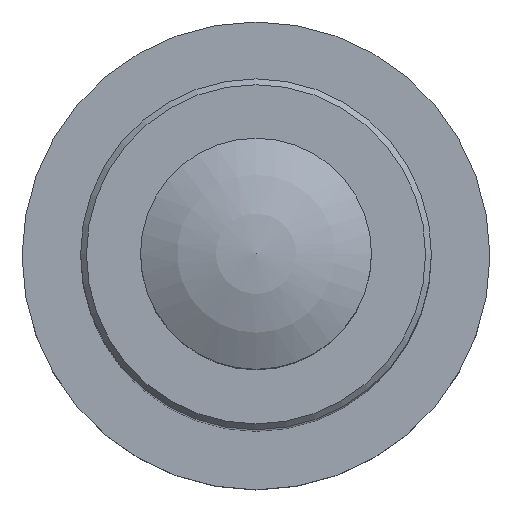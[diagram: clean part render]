
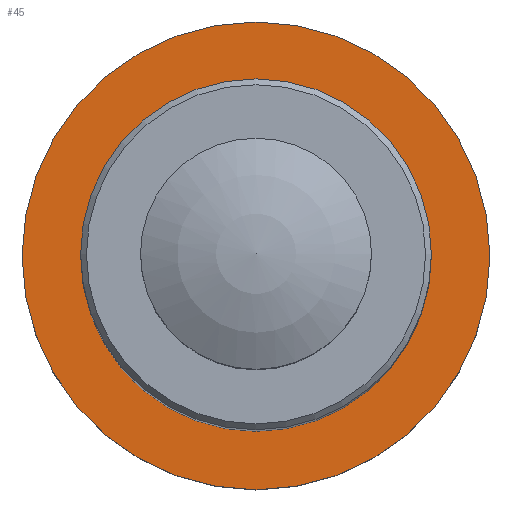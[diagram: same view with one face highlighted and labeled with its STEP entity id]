
A CAD part, top view. The second image highlights one B-rep face of the part: STEP entity #45.
In plain terms, the highlighted planar face has unit normal (0, 0, 1).
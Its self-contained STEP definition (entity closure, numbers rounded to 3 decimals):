
#45 = ADVANCED_FACE( '', ( #90, #91 ), #92, .F. );
#90 = FACE_BOUND( '', #131, .T. );
#91 = FACE_OUTER_BOUND( '', #132, .T. );
#92 = PLANE( '', #133 );
#131 = EDGE_LOOP( '', ( #178 ) );
#132 = EDGE_LOOP( '', ( #179 ) );
#133 = AXIS2_PLACEMENT_3D( '', #180, #181, #182 );
#178 = ORIENTED_EDGE( '', *, *, #206, .F. );
#179 = ORIENTED_EDGE( '', *, *, #209, .T. );
#180 = CARTESIAN_POINT( '', ( 8., 0., 5. ) );
#181 = DIRECTION( '', ( 0., 0., -1. ) );
#182 = DIRECTION( '', ( -1., 0., 0. ) );
#206 = EDGE_CURVE( '', #229, #229, #230, .T. );
#209 = EDGE_CURVE( '', #233, #233, #234, .T. );
#229 = VERTEX_POINT( '', #254 );
#230 = CIRCLE( '', #255, 6. );
#233 = VERTEX_POINT( '', #258 );
#234 = CIRCLE( '', #259, 8. );
#254 = CARTESIAN_POINT( '', ( 6., 0., 5. ) );
#255 = AXIS2_PLACEMENT_3D( '', #280, #281, #282 );
#258 = CARTESIAN_POINT( '', ( 8., 0., 5. ) );
#259 = AXIS2_PLACEMENT_3D( '', #283, #284, #285 );
#280 = CARTESIAN_POINT( '', ( 0., 0., 5. ) );
#281 = DIRECTION( '', ( 0., 0., 1. ) );
#282 = DIRECTION( '', ( 1., 0., 0. ) );
#283 = CARTESIAN_POINT( '', ( 0., 0., 5. ) );
#284 = DIRECTION( '', ( 0., 0., 1. ) );
#285 = DIRECTION( '', ( 1., 0., 0. ) );
